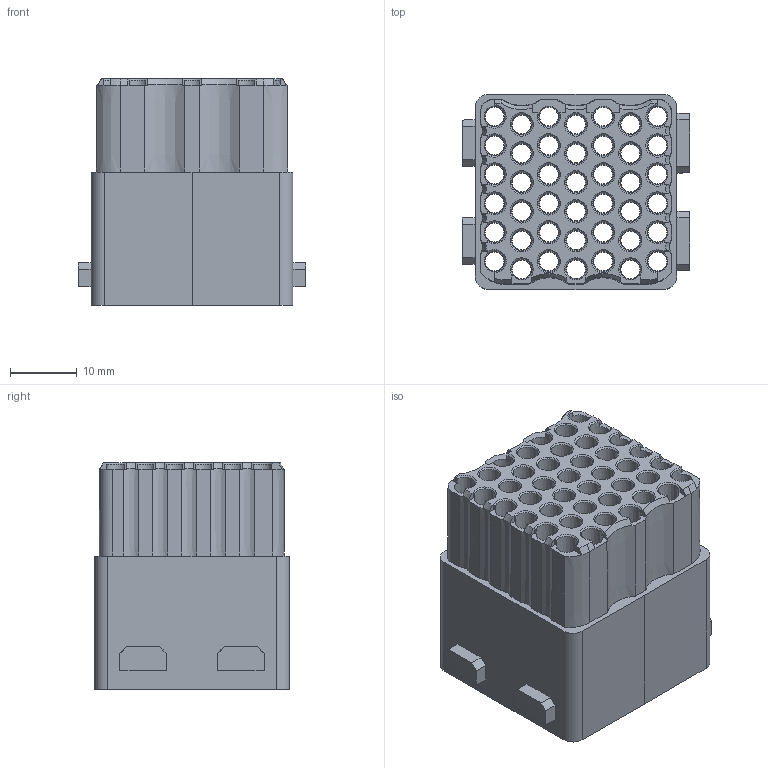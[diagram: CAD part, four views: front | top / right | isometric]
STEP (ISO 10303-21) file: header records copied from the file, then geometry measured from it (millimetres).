
FILE_DESCRIPTION(/* description */ (''),/* implementation_level */ '2;1');
FILE_NAME(/* name */ 'H2MDD-042-FC.stp',/* time_stamp */ '2023-12-05T12:32:08+08:00',/* author */ (''),/* organization */ (''),/* preprocessor_version */ 'ST-DEVELOPER v16',/* originating_system */ 'SIEMENS PLM Software NX 10.0',/* authorisation */ '');
FILE_SCHEMA (('AUTOMOTIVE_DESIGN { 1 0 10303 214 3 1 1 1 }'));
Length unit declared in the file: millimetre
Products named in the file (1): Admi1B082018z3gh
Bounding box: 34.2 x 29.35 x 34 mm (x, y, z)
Volume: 15788 mm3; surface area: 20093.2 mm2
Topology: 1 solids, 1 shells, 517 faces, 1328 edges, 885 vertices
Faces by surface type: plane 225, cone 202, cylinder 90
Full cylindrical faces by diameter (mm): 2.8 x42, 3.7 x42
Entity records: 14279 total; most frequent: CARTESIAN_POINT 3074, DIRECTION 2348, ORIENTED_EDGE 1938, AXIS2_PLACEMENT_3D 1014, EDGE_CURVE 969, EDGE_LOOP 908, VERTEX_POINT 761, FACE_BOUND 715
